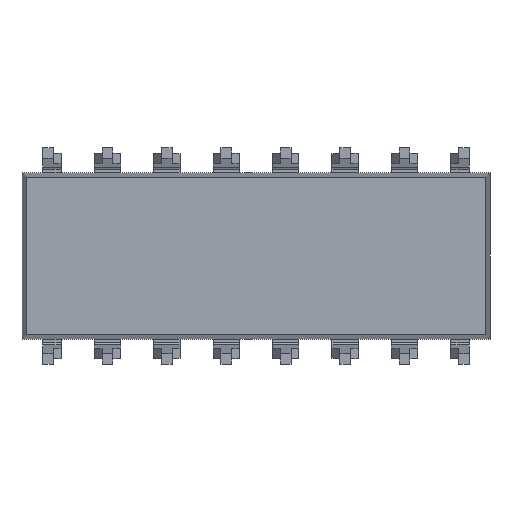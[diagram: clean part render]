
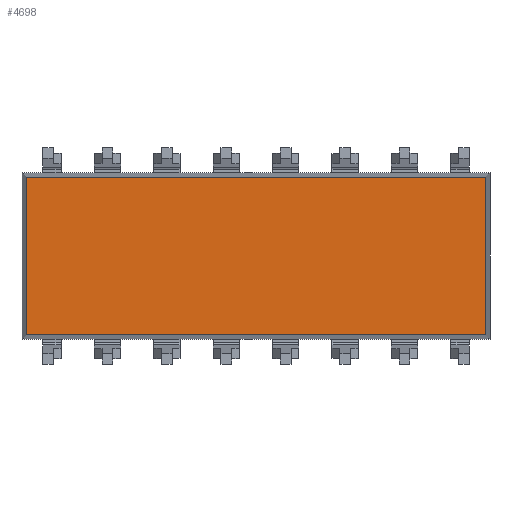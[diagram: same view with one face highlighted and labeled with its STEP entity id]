
A CAD part, front view. The second image highlights one B-rep face of the part: STEP entity #4698.
In plain terms, the highlighted planar face has unit normal (0, -1, 0).
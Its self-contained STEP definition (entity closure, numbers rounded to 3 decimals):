
#332 = LINE ( 'NONE', #2924, #6047 ) ;
#420 = LINE ( 'NONE', #3473, #949 ) ;
#528 = EDGE_CURVE ( 'NONE', #7112, #911, #420, .T. ) ;
#762 = LINE ( 'NONE', #6443, #1489 ) ;
#911 = VERTEX_POINT ( 'NONE', #4648 ) ;
#949 = VECTOR ( 'NONE', #1852, 1000. ) ;
#1059 = EDGE_CURVE ( 'NONE', #911, #1862, #762, .T. ) ;
#1248 = VERTEX_POINT ( 'NONE', #3244 ) ;
#1380 = CARTESIAN_POINT ( 'NONE',  ( 9.818, 0.51, 3.368 ) ) ;
#1489 = VECTOR ( 'NONE', #4171, 1000. ) ;
#1569 = EDGE_CURVE ( 'NONE', #1248, #7112, #332, .T. ) ;
#1852 = DIRECTION ( 'NONE',  ( 0., 0., 1. ) ) ;
#1860 = EDGE_CURVE ( 'NONE', #1862, #1248, #5383, .T. ) ;
#1862 = VERTEX_POINT ( 'NONE', #1380 ) ;
#2119 = EDGE_LOOP ( 'NONE', ( #3766, #5354, #5047, #3420 ) ) ;
#2504 = VECTOR ( 'NONE', #4092, 1000. ) ;
#2840 = PLANE ( 'NONE',  #3163 ) ;
#2924 = CARTESIAN_POINT ( 'NONE',  ( 10., 0.51, -3.368 ) ) ;
#2988 = CARTESIAN_POINT ( 'NONE',  ( -9.818, 0.51, -3.368 ) ) ;
#3163 = AXIS2_PLACEMENT_3D ( 'NONE', #4592, #6226, #4021 ) ;
#3244 = CARTESIAN_POINT ( 'NONE',  ( 9.818, 0.51, -3.368 ) ) ;
#3420 = ORIENTED_EDGE ( 'NONE', *, *, #1860, .F. ) ;
#3473 = CARTESIAN_POINT ( 'NONE',  ( -9.818, 0.51, -3.55 ) ) ;
#3766 = ORIENTED_EDGE ( 'NONE', *, *, #1059, .F. ) ;
#4021 = DIRECTION ( 'NONE',  ( 0., 0., 1. ) ) ;
#4092 = DIRECTION ( 'NONE',  ( 0., 0., -1. ) ) ;
#4171 = DIRECTION ( 'NONE',  ( 1., 0., 0. ) ) ;
#4592 = CARTESIAN_POINT ( 'NONE',  ( 0., 0.51, 0. ) ) ;
#4648 = CARTESIAN_POINT ( 'NONE',  ( -9.818, 0.51, 3.368 ) ) ;
#4690 = CARTESIAN_POINT ( 'NONE',  ( 9.818, 0.51, 3.55 ) ) ;
#4698 = ADVANCED_FACE ( 'NONE', ( #5968 ), #2840, .T. ) ;
#5047 = ORIENTED_EDGE ( 'NONE', *, *, #1569, .F. ) ;
#5173 = DIRECTION ( 'NONE',  ( -1., 0., 0. ) ) ;
#5354 = ORIENTED_EDGE ( 'NONE', *, *, #528, .F. ) ;
#5383 = LINE ( 'NONE', #4690, #2504 ) ;
#5968 = FACE_OUTER_BOUND ( 'NONE', #2119, .T. ) ;
#6047 = VECTOR ( 'NONE', #5173, 1000. ) ;
#6226 = DIRECTION ( 'NONE',  ( 0., -1., 0. ) ) ;
#6443 = CARTESIAN_POINT ( 'NONE',  ( -10., 0.51, 3.368 ) ) ;
#7112 = VERTEX_POINT ( 'NONE', #2988 ) ;
